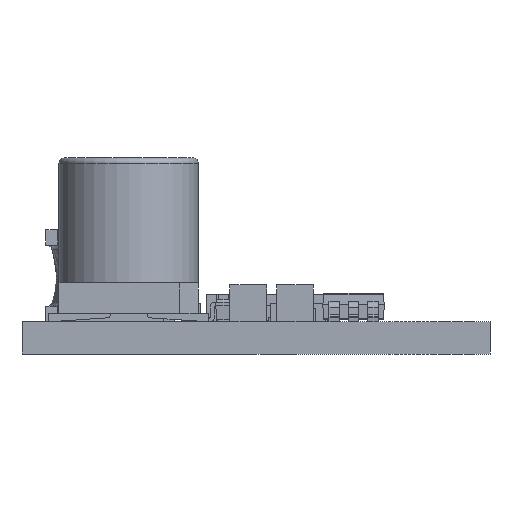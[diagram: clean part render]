
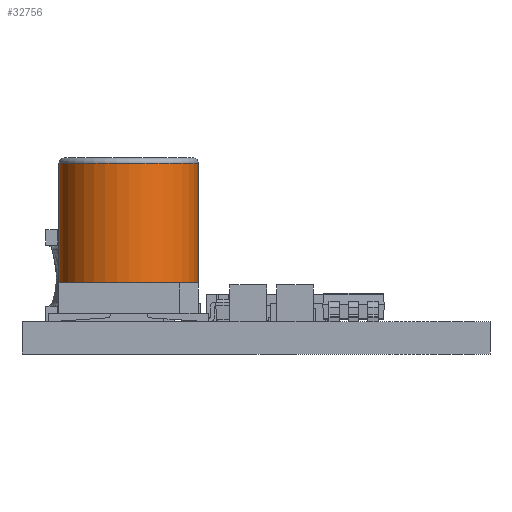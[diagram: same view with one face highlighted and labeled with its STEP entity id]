
A CAD part, left-side view. The second image highlights one B-rep face of the part: STEP entity #32756.
In plain terms, the highlighted cylindrical face has radius 3.4 mm (diameter 6.8 mm), a partial arc.
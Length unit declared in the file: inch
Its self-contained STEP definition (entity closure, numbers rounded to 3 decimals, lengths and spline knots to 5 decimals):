
#3281 = VERTEX_POINT ( 'NONE', #40943 ) ;
#3692 = CARTESIAN_POINT ( 'NONE',  ( 0.17, 0.56114, 0.36712 ) ) ;
#4312 = EDGE_CURVE ( 'NONE', #31938, #27875, #46510, .T. ) ;
#4743 = CARTESIAN_POINT ( 'NONE',  ( 0.17, 0.56114, -0.24181 ) ) ;
#5240 = FACE_OUTER_BOUND ( 'NONE', #47745, .T. ) ;
#6115 = VECTOR ( 'NONE', #43088, 39.37008 ) ;
#10398 = DIRECTION ( 'NONE',  ( 0., 0., 1. ) ) ;
#11368 = DIRECTION ( 'NONE',  ( 0., -1., 0. ) ) ;
#12205 = CARTESIAN_POINT ( 'NONE',  ( 0.17, 0.695, 0.1368 ) ) ;
#12655 = CYLINDRICAL_SURFACE ( 'NONE', #48028, 0.13386 ) ;
#14273 = CIRCLE ( 'NONE', #35074, 0.13386 ) ;
#15160 = EDGE_CURVE ( 'NONE', #49302, #30031, #14273, .T. ) ;
#15361 = ORIENTED_EDGE ( 'NONE', *, *, #16312, .T. ) ;
#15616 = CARTESIAN_POINT ( 'NONE',  ( 0.17, 0.695, 0.36712 ) ) ;
#16312 = EDGE_CURVE ( 'NONE', #49302, #31938, #25779, .T. ) ;
#21151 = EDGE_CURVE ( 'NONE', #30031, #3281, #52475, .T. ) ;
#21314 = DIRECTION ( 'NONE',  ( 0., -1., 0. ) ) ;
#25779 = LINE ( 'NONE', #4743, #6115 ) ;
#26578 = AXIS2_PLACEMENT_3D ( 'NONE', #15616, #50227, #11368 ) ;
#27168 = CARTESIAN_POINT ( 'NONE',  ( 0.17, 0.56114, 0.1368 ) ) ;
#27174 = DIRECTION ( 'NONE',  ( 0., -1., 0. ) ) ;
#27259 = VECTOR ( 'NONE', #35296, 39.37008 ) ;
#27875 = VERTEX_POINT ( 'NONE', #43985 ) ;
#29459 = DIRECTION ( 'NONE',  ( 0., 0., -1. ) ) ;
#30031 = VERTEX_POINT ( 'NONE', #33853 ) ;
#30472 = CARTESIAN_POINT ( 'NONE',  ( 0.17, 0.82886, -0.24181 ) ) ;
#31590 = DIRECTION ( 'NONE',  ( 0., -1., 0. ) ) ;
#31622 = AXIS2_PLACEMENT_3D ( 'NONE', #12205, #29459, #21314 ) ;
#31938 = VERTEX_POINT ( 'NONE', #3692 ) ;
#32756 = ADVANCED_FACE ( 'NONE', ( #5240 ), #12655, .T. ) ;
#33853 = CARTESIAN_POINT ( 'NONE',  ( 0.03614, 0.695, 0.1368 ) ) ;
#34737 = CARTESIAN_POINT ( 'NONE',  ( 0.17, 0.695, -0.24181 ) ) ;
#35074 = AXIS2_PLACEMENT_3D ( 'NONE', #36186, #53791, #27174 ) ;
#35296 = DIRECTION ( 'NONE',  ( 0., 0., 1. ) ) ;
#36186 = CARTESIAN_POINT ( 'NONE',  ( 0.17, 0.695, 0.1368 ) ) ;
#40943 = CARTESIAN_POINT ( 'NONE',  ( 0.17, 0.82886, 0.1368 ) ) ;
#42769 = LINE ( 'NONE', #30472, #27259 ) ;
#43088 = DIRECTION ( 'NONE',  ( 0., 0., 1. ) ) ;
#43985 = CARTESIAN_POINT ( 'NONE',  ( 0.17, 0.82886, 0.36712 ) ) ;
#46510 = CIRCLE ( 'NONE', #26578, 0.13386 ) ;
#47143 = ORIENTED_EDGE ( 'NONE', *, *, #54697, .F. ) ;
#47745 = EDGE_LOOP ( 'NONE', ( #47143, #54145, #49842, #15361, #49480 ) ) ;
#48028 = AXIS2_PLACEMENT_3D ( 'NONE', #34737, #10398, #31590 ) ;
#49302 = VERTEX_POINT ( 'NONE', #27168 ) ;
#49480 = ORIENTED_EDGE ( 'NONE', *, *, #4312, .T. ) ;
#49842 = ORIENTED_EDGE ( 'NONE', *, *, #15160, .F. ) ;
#50227 = DIRECTION ( 'NONE',  ( 0., 0., -1. ) ) ;
#52475 = CIRCLE ( 'NONE', #31622, 0.13386 ) ;
#53791 = DIRECTION ( 'NONE',  ( 0., 0., -1. ) ) ;
#54145 = ORIENTED_EDGE ( 'NONE', *, *, #21151, .F. ) ;
#54697 = EDGE_CURVE ( 'NONE', #3281, #27875, #42769, .T. ) ;
